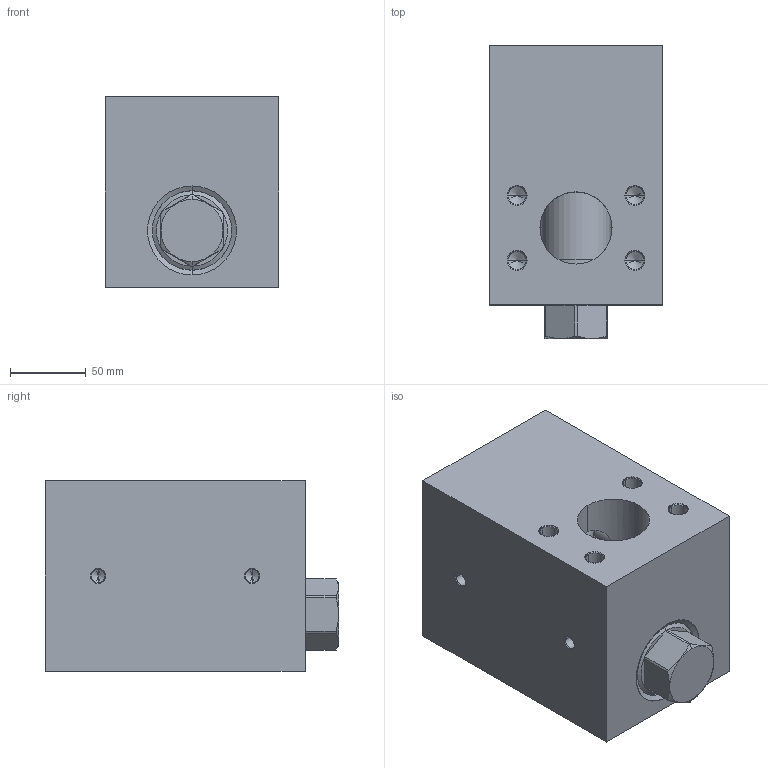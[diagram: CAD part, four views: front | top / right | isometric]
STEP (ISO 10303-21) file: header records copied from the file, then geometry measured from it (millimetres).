
FILE_DESCRIPTION((''),'2;1');
FILE_NAME('MANIFOLD_STP1_ASM','2012-02-28T',('Administrator'),(''),'PRO/ENGINEER BY PARAMETRIC TECHNOLOGY CORPORATION, 2006240','PRO/ENGINEER BY PARAMETRIC TECHNOLOGY CORPORATION, 2006240','');
FILE_SCHEMA(('CONFIG_CONTROL_DESIGN'));
Length unit declared in the file: inch
Products named in the file (3): 151073001A_PRT; ASMNAME_CART_PRT; MANIFOLD_STP1_ASM
Assembly tree (2 placements, depth 2):
  MANIFOLD_STP1_ASM
    151073001A_PRT
    ASMNAME_CART_PRT
Bounding box: 114.3 x 193.68 x 125.43 mm (x, y, z)
Surface area: 215302.6 mm2 (no closed solid volume)
Topology: 0 solids, 20 shells, 262 faces, 654 edges, 399 vertices
Faces by surface type: cylinder 114, cone 82, plane 38, torus 28
Entity records: 8111 total; most frequent: CARTESIAN_POINT 1672, DIRECTION 1497, ORIENTED_EDGE 1198, AXIS2_PLACEMENT_3D 634, EDGE_CURVE 630, VERTEX_POINT 399, CIRCLE 367, EDGE_LOOP 297
